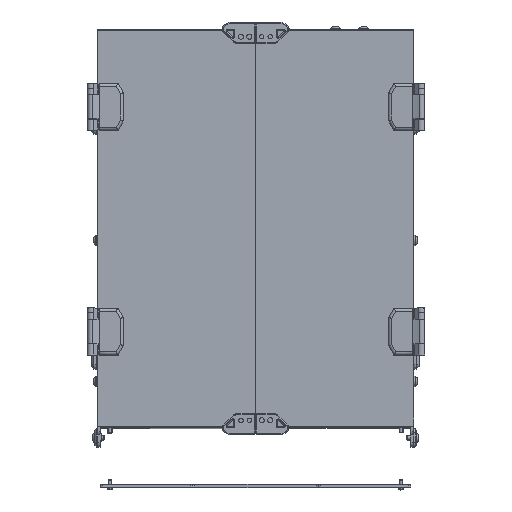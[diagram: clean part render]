
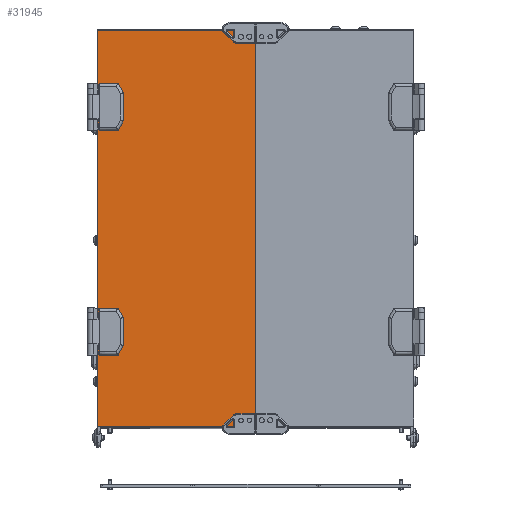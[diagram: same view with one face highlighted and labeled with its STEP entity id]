
A CAD part, top view. The second image highlights one B-rep face of the part: STEP entity #31945.
In plain terms, the highlighted planar face has unit normal (0, 0, 1).
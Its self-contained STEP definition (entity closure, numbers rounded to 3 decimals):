
#1242=FACE_BOUND('',#5803,.T.);
#1243=FACE_BOUND('',#5804,.T.);
#1244=FACE_BOUND('',#5805,.T.);
#1245=FACE_BOUND('',#5806,.T.);
#1246=FACE_BOUND('',#5807,.T.);
#1247=FACE_BOUND('',#5808,.T.);
#2083=PLANE('',#35469);
#3742=FACE_OUTER_BOUND('',#5802,.T.);
#5802=EDGE_LOOP('',(#28512,#28513,#28514,#28515,#28516,#28517));
#5803=EDGE_LOOP('',(#28518));
#5804=EDGE_LOOP('',(#28519));
#5805=EDGE_LOOP('',(#28520));
#5806=EDGE_LOOP('',(#28521));
#5807=EDGE_LOOP('',(#28522));
#5808=EDGE_LOOP('',(#28523));
#8637=LINE('',#54927,#11497);
#8641=LINE('',#54936,#11501);
#8642=LINE('',#54939,#11502);
#8643=LINE('',#54940,#11503);
#11497=VECTOR('',#44408,10.);
#11501=VECTOR('',#44418,10.);
#11502=VECTOR('',#44421,10.);
#11503=VECTOR('',#44422,10.);
#13059=CIRCLE('',#35444,1.55);
#13061=CIRCLE('',#35447,1.55);
#13063=CIRCLE('',#35450,1.55);
#13065=CIRCLE('',#35453,1.55);
#13066=CIRCLE('',#35455,1.55);
#13068=CIRCLE('',#35458,1.55);
#13070=CIRCLE('',#35461,2.);
#13073=CIRCLE('',#35467,1.);
#15756=VERTEX_POINT('',#54873);
#15758=VERTEX_POINT('',#54879);
#15760=VERTEX_POINT('',#54885);
#15762=VERTEX_POINT('',#54891);
#15763=VERTEX_POINT('',#54895);
#15765=VERTEX_POINT('',#54901);
#15767=VERTEX_POINT('',#54907);
#15768=VERTEX_POINT('',#54908);
#15775=VERTEX_POINT('',#54926);
#15776=VERTEX_POINT('',#54930);
#15777=VERTEX_POINT('',#54934);
#15778=VERTEX_POINT('',#54938);
#20043=EDGE_CURVE('',#15756,#15756,#13059,.T.);
#20046=EDGE_CURVE('',#15758,#15758,#13061,.T.);
#20049=EDGE_CURVE('',#15760,#15760,#13063,.T.);
#20052=EDGE_CURVE('',#15762,#15762,#13065,.T.);
#20053=EDGE_CURVE('',#15763,#15763,#13066,.T.);
#20056=EDGE_CURVE('',#15765,#15765,#13068,.T.);
#20059=EDGE_CURVE('',#15767,#15768,#13070,.T.);
#20068=EDGE_CURVE('',#15775,#15768,#8637,.T.);
#20070=EDGE_CURVE('',#15775,#15776,#13073,.T.);
#20073=EDGE_CURVE('',#15767,#15777,#8641,.T.);
#20074=EDGE_CURVE('',#15777,#15778,#8642,.F.);
#20075=EDGE_CURVE('',#15778,#15776,#8643,.F.);
#28512=ORIENTED_EDGE('',*,*,#20059,.F.);
#28513=ORIENTED_EDGE('',*,*,#20073,.T.);
#28514=ORIENTED_EDGE('',*,*,#20074,.T.);
#28515=ORIENTED_EDGE('',*,*,#20075,.T.);
#28516=ORIENTED_EDGE('',*,*,#20070,.F.);
#28517=ORIENTED_EDGE('',*,*,#20068,.T.);
#28518=ORIENTED_EDGE('',*,*,#20043,.T.);
#28519=ORIENTED_EDGE('',*,*,#20046,.T.);
#28520=ORIENTED_EDGE('',*,*,#20049,.T.);
#28521=ORIENTED_EDGE('',*,*,#20052,.T.);
#28522=ORIENTED_EDGE('',*,*,#20053,.T.);
#28523=ORIENTED_EDGE('',*,*,#20056,.T.);
#31945=ADVANCED_FACE('',(#3742,#1242,#1243,#1244,#1245,#1246,#1247),#2083,
 .T.);
#35444=AXIS2_PLACEMENT_3D('',#54875,#44353,#44354);
#35447=AXIS2_PLACEMENT_3D('',#54881,#44360,#44361);
#35450=AXIS2_PLACEMENT_3D('',#54887,#44367,#44368);
#35453=AXIS2_PLACEMENT_3D('',#54893,#44374,#44375);
#35455=AXIS2_PLACEMENT_3D('',#54896,#44378,#44379);
#35458=AXIS2_PLACEMENT_3D('',#54902,#44385,#44386);
#35461=AXIS2_PLACEMENT_3D('',#54909,#44392,#44393);
#35467=AXIS2_PLACEMENT_3D('',#54931,#44412,#44413);
#35469=AXIS2_PLACEMENT_3D('',#54937,#44419,#44420);
#44353=DIRECTION('center_axis',(0.,0.,
-1.));
#44354=DIRECTION('ref_axis',(-1.,0.,0.));
#44360=DIRECTION('center_axis',(0.,0.,
-1.));
#44361=DIRECTION('ref_axis',(-1.,0.,0.));
#44367=DIRECTION('center_axis',(0.,0.,
-1.));
#44368=DIRECTION('ref_axis',(-1.,0.,0.));
#44374=DIRECTION('center_axis',(0.,0.,
-1.));
#44375=DIRECTION('ref_axis',(-1.,0.,0.));
#44378=DIRECTION('center_axis',(0.,0.,
-1.));
#44379=DIRECTION('ref_axis',(1.,0.,0.));
#44385=DIRECTION('center_axis',(0.,0.,
-1.));
#44386=DIRECTION('ref_axis',(1.,0.,0.));
#44392=DIRECTION('center_axis',(0.,0.,
-1.));
#44393=DIRECTION('ref_axis',(-0.707,-0.707,0.));
#44408=DIRECTION('',(0.,-1.,0.));
#44412=DIRECTION('center_axis',(0.,0.,
-1.));
#44413=DIRECTION('ref_axis',(-0.707,0.707,0.));
#44418=DIRECTION('',(1.,0.,0.));
#44419=DIRECTION('center_axis',(0.,0.,
1.));
#44420=DIRECTION('ref_axis',(0.,1.,0.));
#44421=DIRECTION('',(0.,-1.,0.));
#44422=DIRECTION('',(1.,0.,0.));
#54873=CARTESIAN_POINT('',(-384.763,-145.543,820.881));
#54875=CARTESIAN_POINT('Origin',(-386.313,-145.543,820.881));
#54879=CARTESIAN_POINT('',(-393.748,-145.543,820.881));
#54881=CARTESIAN_POINT('Origin',(-395.298,-145.543,820.881));
#54885=CARTESIAN_POINT('',(-384.754,262.469,820.881));
#54887=CARTESIAN_POINT('Origin',(-386.304,262.469,820.881));
#54891=CARTESIAN_POINT('',(-393.759,262.401,820.881));
#54893=CARTESIAN_POINT('Origin',(-395.309,262.401,820.881));
#54895=CARTESIAN_POINT('',(-533.274,172.907,820.881));
#54896=CARTESIAN_POINT('Origin',(-531.724,172.907,820.881));
#54901=CARTESIAN_POINT('',(-533.289,202.907,820.881));
#54902=CARTESIAN_POINT('Origin',(-531.739,202.907,820.881));
#54907=CARTESIAN_POINT('',(-545.739,-152.543,820.881));
#54908=CARTESIAN_POINT('',(-547.739,-150.543,820.881));
#54909=CARTESIAN_POINT('Origin',(-545.739,-150.543,820.881));
#54926=CARTESIAN_POINT('',(-547.739,268.457,820.881));
#54927=CARTESIAN_POINT('',(-547.739,61.957,820.881));
#54930=CARTESIAN_POINT('',(-546.739,269.457,820.881));
#54931=CARTESIAN_POINT('Origin',(-546.739,268.457,820.881));
#54934=CARTESIAN_POINT('',(-379.739,-152.543,820.881));
#54936=CARTESIAN_POINT('',(-654.739,-152.543,820.881));
#54937=CARTESIAN_POINT('Origin',(-562.739,61.957,820.881));
#54938=CARTESIAN_POINT('',(-379.739,269.457,820.881));
#54939=CARTESIAN_POINT('',(-379.739,-51.293,820.881));
#54940=CARTESIAN_POINT('',(-470.739,269.457,820.881));
